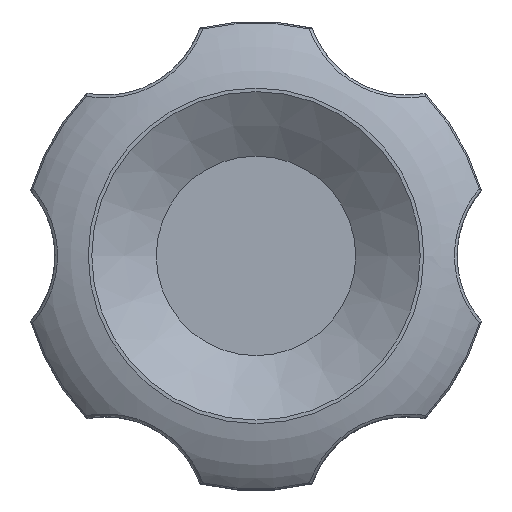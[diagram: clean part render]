
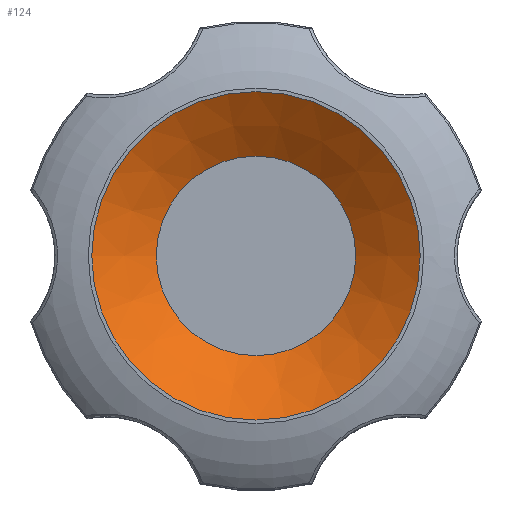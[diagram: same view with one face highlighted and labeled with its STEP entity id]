
A CAD part, top view. The second image highlights one B-rep face of the part: STEP entity #124.
In plain terms, the highlighted conical face has half-angle 55.359 degrees and reference radius 7 mm.
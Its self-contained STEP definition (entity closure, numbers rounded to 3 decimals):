
#124 = ADVANCED_FACE( '', ( #276, #277 ), #278, .F. );
#276 = FACE_BOUND( '', #2477, .T. );
#277 = FACE_OUTER_BOUND( '', #2478, .T. );
#278 = CONICAL_SURFACE( '', #2479, 7., 0.966 );
#2477 = EDGE_LOOP( '', ( #3165 ) );
#2478 = EDGE_LOOP( '', ( #3166 ) );
#2479 = AXIS2_PLACEMENT_3D( '', #3167, #3168, #3169 );
#3165 = ORIENTED_EDGE( '', *, *, #3531, .F. );
#3166 = ORIENTED_EDGE( '', *, *, #3532, .T. );
#3167 = CARTESIAN_POINT( '', ( 0., 0., 20. ) );
#3168 = DIRECTION( '', ( 0., 0., 1. ) );
#3169 = DIRECTION( '', ( 1., 0., 0. ) );
#3531 = EDGE_CURVE( '', #3782, #3782, #3783, .T. );
#3532 = EDGE_CURVE( '', #3784, #3784, #3785, .T. );
#3782 = VERTEX_POINT( '', #5838 );
#3783 = CIRCLE( '', #5839, 4.25 );
#3784 = VERTEX_POINT( '', #5840 );
#3785 = CIRCLE( '', #5841, 7. );
#5838 = CARTESIAN_POINT( '', ( 4.25, 0., 18.1 ) );
#5839 = AXIS2_PLACEMENT_3D( '', #6233, #6234, #6235 );
#5840 = CARTESIAN_POINT( '', ( 7., 0., 20. ) );
#5841 = AXIS2_PLACEMENT_3D( '', #6236, #6237, #6238 );
#6233 = CARTESIAN_POINT( '', ( 0., 0., 18.1 ) );
#6234 = DIRECTION( '', ( 0., 0., 1. ) );
#6235 = DIRECTION( '', ( 1., 0., 0. ) );
#6236 = CARTESIAN_POINT( '', ( 0., 0., 20. ) );
#6237 = DIRECTION( '', ( 0., 0., 1. ) );
#6238 = DIRECTION( '', ( 1., 0., 0. ) );
